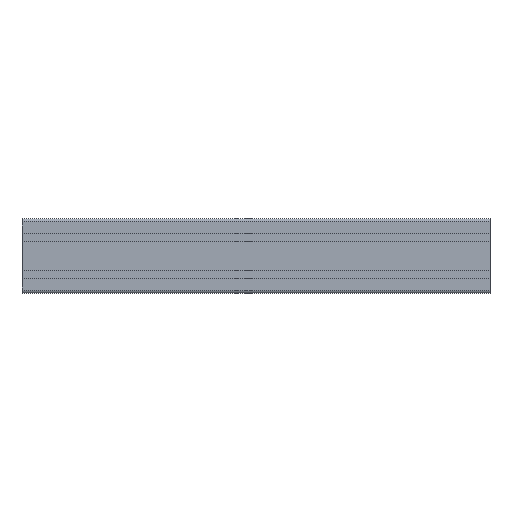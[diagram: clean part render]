
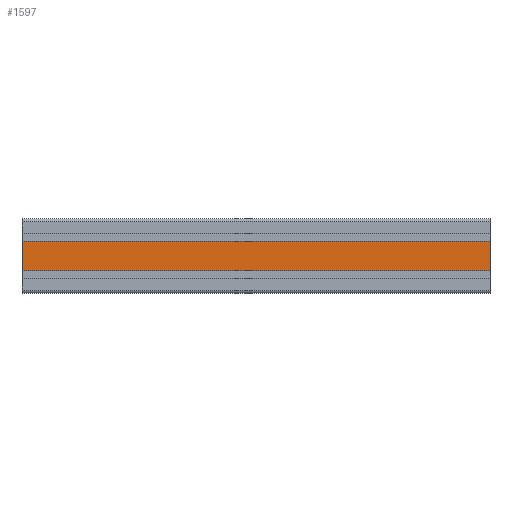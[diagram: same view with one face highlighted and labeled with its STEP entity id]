
A CAD part, top view. The second image highlights one B-rep face of the part: STEP entity #1597.
In plain terms, the highlighted planar face has unit normal (0, 0, 1).
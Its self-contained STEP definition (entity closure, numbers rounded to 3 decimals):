
#74 = ORIENTED_EDGE ( 'NONE', *, *, #2142, .F. ) ;
#151 = FACE_OUTER_BOUND ( 'NONE', #4471, .T. ) ;
#214 = CARTESIAN_POINT ( 'NONE',  ( 500., 15.9, -2780. ) ) ;
#460 = VERTEX_POINT ( 'NONE', #4517 ) ;
#501 = PLANE ( 'NONE',  #1210 ) ;
#800 = VERTEX_POINT ( 'NONE', #2643 ) ;
#829 = VECTOR ( 'NONE', #2194, 1000. ) ;
#889 = VECTOR ( 'NONE', #3916, 1000. ) ;
#996 = VECTOR ( 'NONE', #1090, 1000. ) ;
#1090 = DIRECTION ( 'NONE',  ( 0., -1., 0. ) ) ;
#1210 = AXIS2_PLACEMENT_3D ( 'NONE', #214, #4543, #1602 ) ;
#1278 = VECTOR ( 'NONE', #2617, 1000. ) ;
#1309 = LINE ( 'NONE', #2406, #889 ) ;
#1317 = EDGE_CURVE ( 'NONE', #800, #3630, #1309, .T. ) ;
#1411 = LINE ( 'NONE', #3334, #1278 ) ;
#1591 = ORIENTED_EDGE ( 'NONE', *, *, #3433, .F. ) ;
#1597 = ADVANCED_FACE ( 'NONE', ( #151 ), #501, .F. ) ;
#1602 = DIRECTION ( 'NONE',  ( -1., 0., 0. ) ) ;
#2083 = CARTESIAN_POINT ( 'NONE',  ( 0., -15.9, -2780. ) ) ;
#2142 = EDGE_CURVE ( 'NONE', #460, #3602, #2521, .T. ) ;
#2194 = DIRECTION ( 'NONE',  ( -1., 0., 0. ) ) ;
#2265 = CARTESIAN_POINT ( 'NONE',  ( 0., 15.9, -2780. ) ) ;
#2406 = CARTESIAN_POINT ( 'NONE',  ( 500., 15.9, -2780. ) ) ;
#2521 = LINE ( 'NONE', #4442, #829 ) ;
#2617 = DIRECTION ( 'NONE',  ( 0., -1., 0. ) ) ;
#2643 = CARTESIAN_POINT ( 'NONE',  ( 500., 15.9, -2780. ) ) ;
#2673 = EDGE_CURVE ( 'NONE', #3630, #3602, #3970, .T. ) ;
#2973 = ORIENTED_EDGE ( 'NONE', *, *, #1317, .T. ) ;
#3334 = CARTESIAN_POINT ( 'NONE',  ( 500., 15.9, -2780. ) ) ;
#3433 = EDGE_CURVE ( 'NONE', #800, #460, #1411, .T. ) ;
#3602 = VERTEX_POINT ( 'NONE', #2083 ) ;
#3630 = VERTEX_POINT ( 'NONE', #2265 ) ;
#3808 = ORIENTED_EDGE ( 'NONE', *, *, #2673, .T. ) ;
#3916 = DIRECTION ( 'NONE',  ( -1., 0., 0. ) ) ;
#3970 = LINE ( 'NONE', #4695, #996 ) ;
#4442 = CARTESIAN_POINT ( 'NONE',  ( 500., -15.9, -2780. ) ) ;
#4471 = EDGE_LOOP ( 'NONE', ( #3808, #74, #1591, #2973 ) ) ;
#4517 = CARTESIAN_POINT ( 'NONE',  ( 500., -15.9, -2780. ) ) ;
#4543 = DIRECTION ( 'NONE',  ( 0., 0., -1. ) ) ;
#4695 = CARTESIAN_POINT ( 'NONE',  ( 0., 15.9, -2780. ) ) ;
